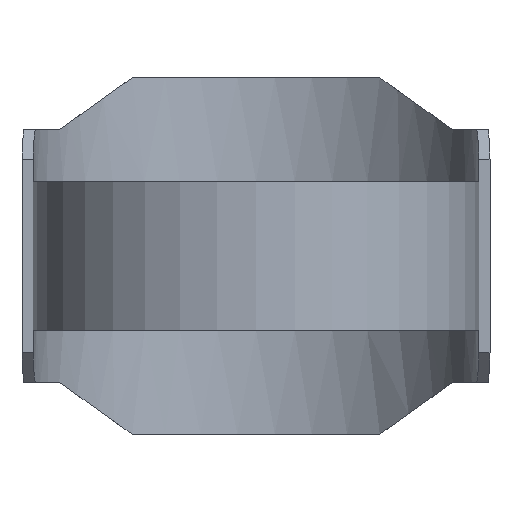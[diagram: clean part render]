
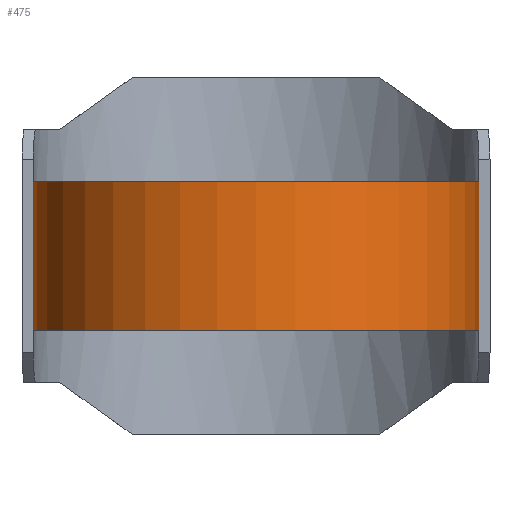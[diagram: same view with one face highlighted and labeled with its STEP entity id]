
A CAD part, front view. The second image highlights one B-rep face of the part: STEP entity #475.
In plain terms, the highlighted cylindrical face has radius 90 mm (diameter 180 mm), a partial arc.
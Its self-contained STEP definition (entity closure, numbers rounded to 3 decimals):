
#233 = EDGE_CURVE( '', #443, #343, #585, .T. );
#269 = EDGE_CURVE( '', #399, #419, #627, .T. );
#339 = EDGE_CURVE( '', #399, #343, #705, .T. );
#343 = VERTEX_POINT( '', #709 );
#399 = VERTEX_POINT( '', #773 );
#419 = VERTEX_POINT( '', #794 );
#443 = VERTEX_POINT( '', #820 );
#461 = EDGE_CURVE( '', #419, #443, #840, .T. );
#475 = ADVANCED_FACE( '', ( #856 ), #857, .T. );
#585 = LINE( '', #1070, #1071 );
#627 = LINE( '', #1160, #1161 );
#705 = CIRCLE( '', #1260, 90. );
#709 = CARTESIAN_POINT( '', ( 90., 0., 30. ) );
#773 = CARTESIAN_POINT( '', ( -90., 0., 30. ) );
#794 = CARTESIAN_POINT( '', ( -90., 0., -30. ) );
#820 = CARTESIAN_POINT( '', ( 90., 0., -30. ) );
#840 = CIRCLE( '', #1500, 90. );
#856 = FACE_OUTER_BOUND( '', #1521, .T. );
#857 = CYLINDRICAL_SURFACE( '', #1522, 90. );
#1070 = CARTESIAN_POINT( '', ( 90., 0., 0. ) );
#1071 = VECTOR( '', #1644, 1. );
#1160 = CARTESIAN_POINT( '', ( -90., 0., 0. ) );
#1161 = VECTOR( '', #1700, 1. );
#1260 = AXIS2_PLACEMENT_3D( '', #1775, #1776, #1777 );
#1500 = AXIS2_PLACEMENT_3D( '', #1950, #1951, #1952 );
#1521 = EDGE_LOOP( '', ( #1975, #1976, #1977, #1978 ) );
#1522 = AXIS2_PLACEMENT_3D( '', #1979, #1980, #1981 );
#1644 = DIRECTION( '', ( 0., 0., 1. ) );
#1700 = DIRECTION( '', ( 0., 0., -1. ) );
#1775 = CARTESIAN_POINT( '', ( 0., 0., 30. ) );
#1776 = DIRECTION( '', ( 0., 0., 1. ) );
#1777 = DIRECTION( '', ( 1., 0., 0. ) );
#1950 = CARTESIAN_POINT( '', ( 0., 0., -30. ) );
#1951 = DIRECTION( '', ( 0., 0., 1. ) );
#1952 = DIRECTION( '', ( 1., 0., 0. ) );
#1975 = ORIENTED_EDGE( '', *, *, #233, .T. );
#1976 = ORIENTED_EDGE( '', *, *, #339, .F. );
#1977 = ORIENTED_EDGE( '', *, *, #269, .T. );
#1978 = ORIENTED_EDGE( '', *, *, #461, .T. );
#1979 = CARTESIAN_POINT( '', ( 0., 0., 30. ) );
#1980 = DIRECTION( '', ( 0., 0., 1. ) );
#1981 = DIRECTION( '', ( 1., 0., 0. ) );
